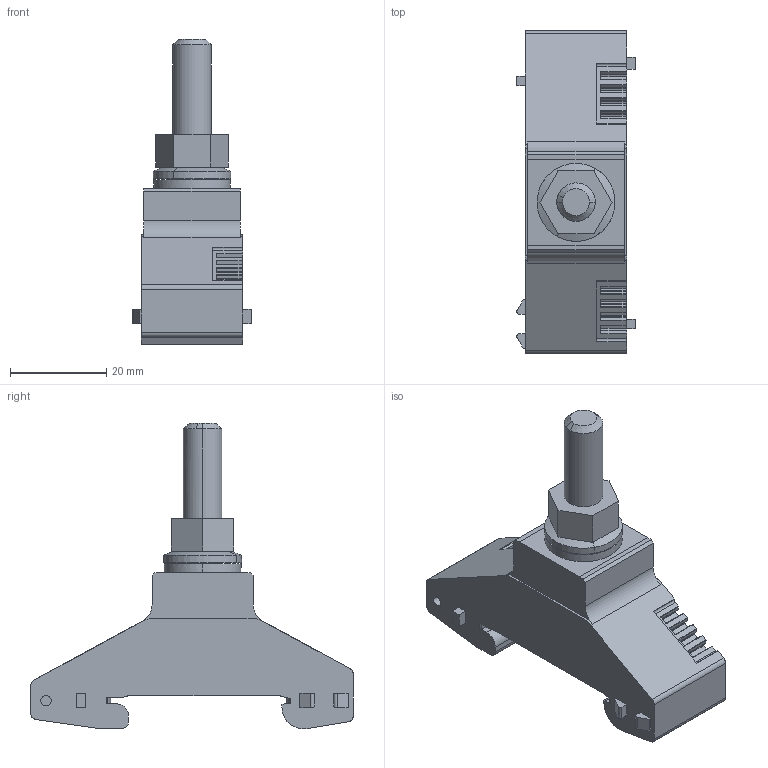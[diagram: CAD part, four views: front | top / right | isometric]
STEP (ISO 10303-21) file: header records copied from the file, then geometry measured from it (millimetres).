
FILE_DESCRIPTION(('CATIA V5 STEP Exchange','CAx-IF Rec.Pracs.--- Model Styling and Organization---1.4--- 2014-01-23'),'2;1');
FILE_NAME ('410793_2_1780860000_1780860000.stp','2023-07-18T06:38:43+00:00',('none'),('Weidmueller'),'CATIA Version 5-6 Release 2016 SP3 HF44','CATIA V5 STEP AP214','none');
FILE_SCHEMA(('AUTOMOTIVE_DESIGN { 1 0 10303 214 1 1 1 1 }'));
Length unit declared in the file: millimetre
Products named in the file (1): 1780860000
Bounding box: 24.6 x 67 x 63.55 mm (x, y, z)
Volume: 28538 mm3; surface area: 9800.9 mm2
Topology: 2 solids, 2 shells, 303 faces, 862 edges, 572 vertices
Faces by surface type: plane 204, cylinder 87, cone 9, torus 3
Entity records: 9611 total; most frequent: CARTESIAN_POINT 1897, ORIENTED_EDGE 1724, DIRECTION 1356, EDGE_CURVE 862, VECTOR 649, LINE 649, VERTEX_POINT 572, AXIS2_PLACEMENT_3D 450
